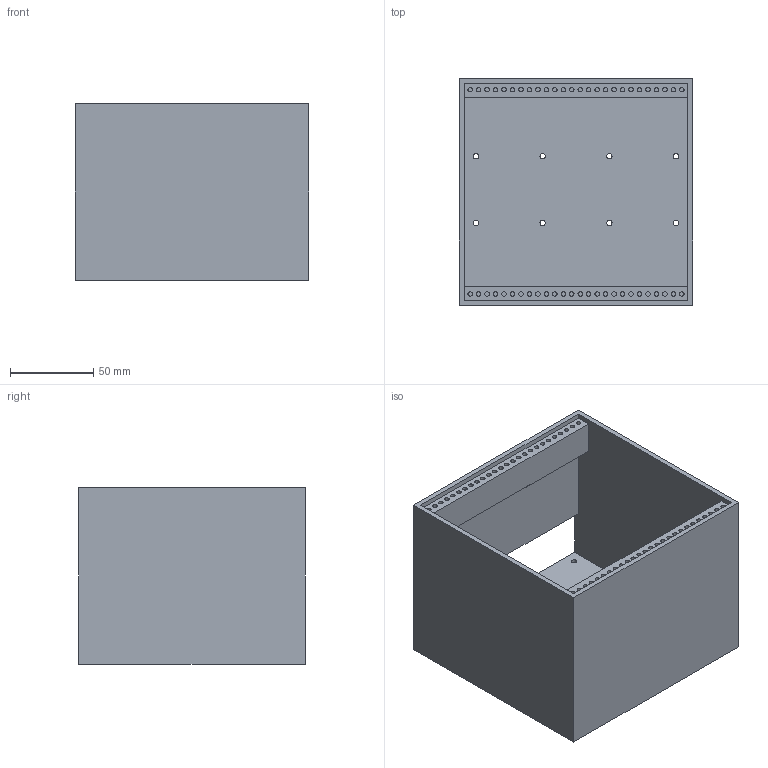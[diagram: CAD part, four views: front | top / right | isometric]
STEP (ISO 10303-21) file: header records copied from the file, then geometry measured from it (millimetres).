
FILE_DESCRIPTION(('HOOPS Exchange Step'),'2;1');
FILE_NAME('tiny-case-26hp-cube.stp','2023-08-24T22:47:20+08:00',('biti'),('Unknown organisation'),'HOOPS Exchange 2023.1','HOOPS Exchange','Unknown authorisation');
FILE_SCHEMA( ('AP203_CONFIGURATION_CONTROLLED_3D_DESIGN_OF_MECHANICAL_PARTS_AND_ASSEMBLIES_MIM_LF') );
Length unit declared in the file: millimetre
Products named in the file (1): rack
Bounding box: 139.82 x 136 x 106 mm (x, y, z)
Volume: 263024.1 mm3; surface area: 150998.3 mm2
Topology: 1 solids, 1 shells, 148 faces, 378 edges, 288 vertices
Faces by surface type: plane 76, cylinder 72
Full cylindrical faces by diameter (mm): 2.7 x52, 3.2 x16, 13 x4
Entity records: 4863 total; most frequent: DIRECTION 928, CARTESIAN_POINT 815, ORIENTED_EDGE 756, AXIS2_PLACEMENT_3D 401, EDGE_CURVE 378, VERTEX_POINT 288, CIRCLE 252, EDGE_LOOP 238
